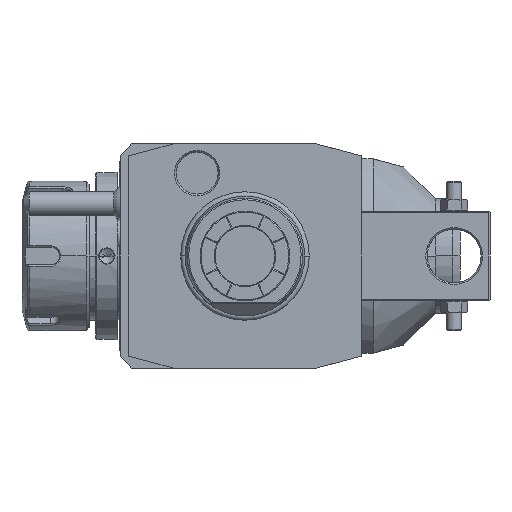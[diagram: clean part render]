
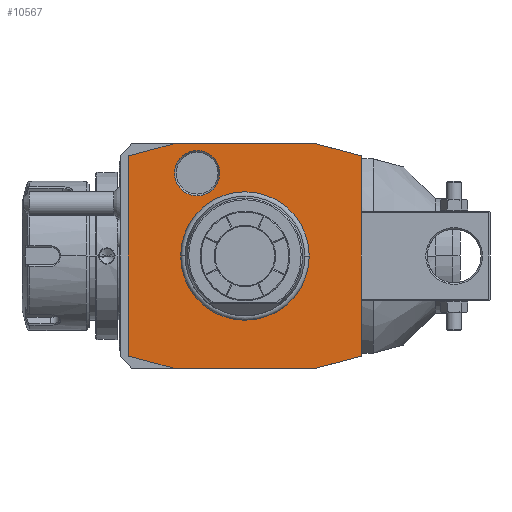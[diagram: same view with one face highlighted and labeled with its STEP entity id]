
A CAD part, front view. The second image highlights one B-rep face of the part: STEP entity #10567.
In plain terms, the highlighted planar face has unit normal (0, -1, 0).
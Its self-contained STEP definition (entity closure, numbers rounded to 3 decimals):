
#1=DIRECTION('',(-0.966,0.,0.259));
#2=VECTOR('',#1,15.529);
#3=CARTESIAN_POINT('',(39.,0.,33.481));
#4=LINE('',#3,#2);
#5=DIRECTION('',(0.,0.,1.));
#6=VECTOR('',#5,66.962);
#7=CARTESIAN_POINT('',(39.,0.,-33.481));
#8=LINE('',#7,#6);
#9=DIRECTION('',(0.966,0.,0.259));
#10=VECTOR('',#9,15.529);
#11=CARTESIAN_POINT('',(24.,0.,-37.5));
#12=LINE('',#11,#10);
#13=DIRECTION('',(1.,0.,0.));
#14=VECTOR('',#13,48.);
#15=CARTESIAN_POINT('',(-24.,0.,-37.5));
#16=LINE('',#15,#14);
#17=DIRECTION('',(0.966,0.,-0.259));
#18=VECTOR('',#17,15.529);
#19=CARTESIAN_POINT('',(-39.,0.,-33.481));
#20=LINE('',#19,#18);
#21=DIRECTION('',(0.,0.,-1.));
#22=VECTOR('',#21,66.962);
#23=CARTESIAN_POINT('',(-39.,0.,33.481));
#24=LINE('',#23,#22);
#25=DIRECTION('',(-0.966,0.,-0.259));
#26=VECTOR('',#25,15.529);
#27=CARTESIAN_POINT('',(-24.,0.,37.5));
#28=LINE('',#27,#26);
#29=DIRECTION('',(-1.,0.,0.));
#30=VECTOR('',#29,48.);
#31=CARTESIAN_POINT('',(24.,0.,37.5));
#32=LINE('',#31,#30);
#33=CARTESIAN_POINT('',(-16.,0.,27.713));
#34=DIRECTION('',(0.,1.,0.));
#35=DIRECTION('',(1.,0.,0.));
#36=AXIS2_PLACEMENT_3D('',#33,#34,#35);
#38=CARTESIAN_POINT('',(-16.,0.,27.713));
#39=DIRECTION('',(0.,1.,0.));
#40=DIRECTION('',(-1.,0.,0.));
#41=AXIS2_PLACEMENT_3D('',#38,#39,#40);
#7302=CARTESIAN_POINT('',(0.,0.,0.));
#7303=DIRECTION('',(0.,1.,0.));
#7304=DIRECTION('',(-1.,0.,0.));
#7305=AXIS2_PLACEMENT_3D('',#7302,#7303,#7304);
#7307=CARTESIAN_POINT('',(0.,0.,0.));
#7308=DIRECTION('',(0.,1.,0.));
#7309=DIRECTION('',(1.,0.,0.));
#7310=AXIS2_PLACEMENT_3D('',#7307,#7308,#7309);
#9465=CARTESIAN_POINT('',(-8.423,0.,27.713));
#9466=CARTESIAN_POINT('',(-23.577,0.,27.713));
#9467=VERTEX_POINT('',#9465);
#9468=VERTEX_POINT('',#9466);
#10333=CARTESIAN_POINT('',(39.,0.,33.481));
#10334=CARTESIAN_POINT('',(24.,0.,37.5));
#10335=VERTEX_POINT('',#10333);
#10336=VERTEX_POINT('',#10334);
#10337=CARTESIAN_POINT('',(-24.,0.,37.5));
#10338=VERTEX_POINT('',#10337);
#10339=CARTESIAN_POINT('',(-39.,0.,33.481));
#10340=VERTEX_POINT('',#10339);
#10341=CARTESIAN_POINT('',(-39.,0.,-33.481));
#10342=VERTEX_POINT('',#10341);
#10343=CARTESIAN_POINT('',(-24.,0.,-37.5));
#10344=VERTEX_POINT('',#10343);
#10345=CARTESIAN_POINT('',(24.,0.,-37.5));
#10346=VERTEX_POINT('',#10345);
#10347=CARTESIAN_POINT('',(39.,0.,-33.481));
#10348=VERTEX_POINT('',#10347);
#10400=CARTESIAN_POINT('',(-21.137,0.,0.));
#10401=CARTESIAN_POINT('',(21.137,0.,0.));
#10402=VERTEX_POINT('',#10400);
#10403=VERTEX_POINT('',#10401);
#10532=CARTESIAN_POINT('',(0.,0.,0.));
#10533=DIRECTION('',(0.,-1.,0.));
#10534=DIRECTION('',(-1.,0.,0.));
#10535=AXIS2_PLACEMENT_3D('',#10532,#10533,#10534);
#10536=PLANE('',#10535);
#10538=ORIENTED_EDGE('',*,*,#10537,.F.);
#10540=ORIENTED_EDGE('',*,*,#10539,.F.);
#10542=ORIENTED_EDGE('',*,*,#10541,.F.);
#10544=ORIENTED_EDGE('',*,*,#10543,.F.);
#10546=ORIENTED_EDGE('',*,*,#10545,.F.);
#10548=ORIENTED_EDGE('',*,*,#10547,.F.);
#10550=ORIENTED_EDGE('',*,*,#10549,.F.);
#10552=ORIENTED_EDGE('',*,*,#10551,.F.);
#10553=EDGE_LOOP('',(#10538,#10540,#10542,#10544,#10546,#10548,#10550,#10552));
#10554=FACE_OUTER_BOUND('',#10553,.F.);
#10556=ORIENTED_EDGE('',*,*,#10555,.F.);
#10558=ORIENTED_EDGE('',*,*,#10557,.F.);
#10559=EDGE_LOOP('',(#10556,#10558));
#10560=FACE_BOUND('',#10559,.F.);
#10562=ORIENTED_EDGE('',*,*,#10561,.F.);
#10564=ORIENTED_EDGE('',*,*,#10563,.F.);
#10565=EDGE_LOOP('',(#10562,#10564));
#10566=FACE_BOUND('',#10565,.F.);
#37=CIRCLE('',#36,7.577);
#42=CIRCLE('',#41,7.577);
#7306=CIRCLE('',#7305,21.137);
#7311=CIRCLE('',#7310,21.137);
#10537=EDGE_CURVE('',#10335,#10336,#4,.T.);
#10539=EDGE_CURVE('',#10348,#10335,#8,.T.);
#10541=EDGE_CURVE('',#10346,#10348,#12,.T.);
#10543=EDGE_CURVE('',#10344,#10346,#16,.T.);
#10545=EDGE_CURVE('',#10342,#10344,#20,.T.);
#10547=EDGE_CURVE('',#10340,#10342,#24,.T.);
#10549=EDGE_CURVE('',#10338,#10340,#28,.T.);
#10551=EDGE_CURVE('',#10336,#10338,#32,.T.);
#10555=EDGE_CURVE('',#10402,#10403,#7306,.T.);
#10557=EDGE_CURVE('',#10403,#10402,#7311,.T.);
#10561=EDGE_CURVE('',#9467,#9468,#37,.T.);
#10563=EDGE_CURVE('',#9468,#9467,#42,.T.);
#10567=ADVANCED_FACE('',(#10554,#10560,#10566),#10536,.T.);
